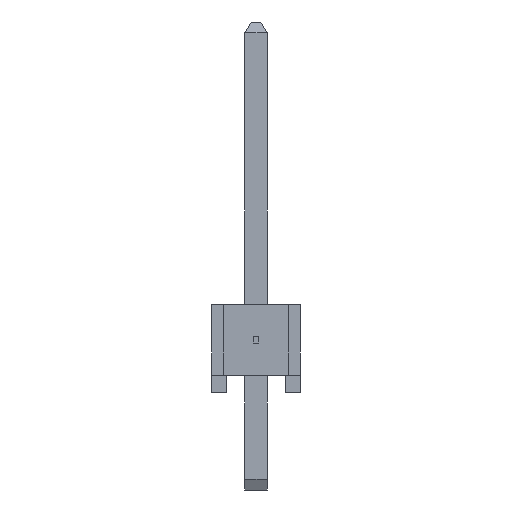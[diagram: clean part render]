
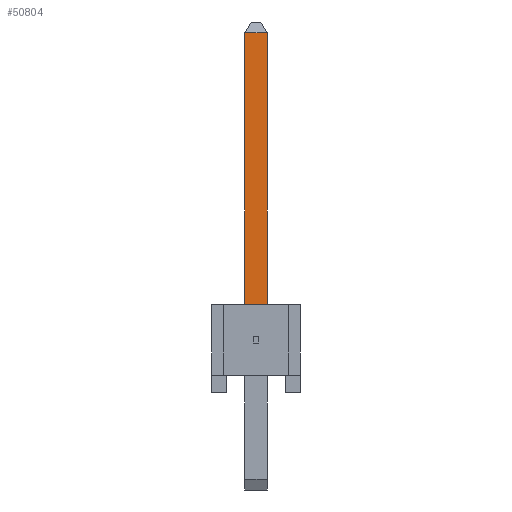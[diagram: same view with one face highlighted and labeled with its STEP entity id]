
A CAD part, left-side view. The second image highlights one B-rep face of the part: STEP entity #50804.
In plain terms, the highlighted planar face has unit normal (-1, 0, 0).
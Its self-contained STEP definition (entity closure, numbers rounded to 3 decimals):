
#50804 = ADVANCED_FACE('',(#50805),#50839,.F.);
#50805 = FACE_BOUND('',#50806,.T.);
#50806 = EDGE_LOOP('',(#50807,#50817,#50825,#50833));
#50807 = ORIENTED_EDGE('',*,*,#50808,.T.);
#50808 = EDGE_CURVE('',#50809,#50811,#50813,.T.);
#50809 = VERTEX_POINT('',#50810);
#50810 = CARTESIAN_POINT('',(-51.118,13.157,0.318));
#50811 = VERTEX_POINT('',#50812);
#50812 = CARTESIAN_POINT('',(-51.118,13.157,-0.318));
#50813 = LINE('',#50814,#50815);
#50814 = CARTESIAN_POINT('',(-51.118,13.157,2.54));
#50815 = VECTOR('',#50816,1.);
#50816 = DIRECTION('',(0.,0.,-1.));
#50817 = ORIENTED_EDGE('',*,*,#50818,.T.);
#50818 = EDGE_CURVE('',#50811,#50819,#50821,.T.);
#50819 = VERTEX_POINT('',#50820);
#50820 = CARTESIAN_POINT('',(-51.118,4.191,-0.318));
#50821 = LINE('',#50822,#50823);
#50822 = CARTESIAN_POINT('',(-51.118,13.462,-0.318));
#50823 = VECTOR('',#50824,1.);
#50824 = DIRECTION('',(0.,-1.,0.));
#50825 = ORIENTED_EDGE('',*,*,#50826,.F.);
#50826 = EDGE_CURVE('',#50827,#50819,#50829,.T.);
#50827 = VERTEX_POINT('',#50828);
#50828 = CARTESIAN_POINT('',(-51.118,4.191,0.318));
#50829 = LINE('',#50830,#50831);
#50830 = CARTESIAN_POINT('',(-51.118,4.191,0.318));
#50831 = VECTOR('',#50832,1.);
#50832 = DIRECTION('',(0.,0.,-1.));
#50833 = ORIENTED_EDGE('',*,*,#50834,.F.);
#50834 = EDGE_CURVE('',#50809,#50827,#50835,.T.);
#50835 = LINE('',#50836,#50837);
#50836 = CARTESIAN_POINT('',(-51.118,13.462,0.318));
#50837 = VECTOR('',#50838,1.);
#50838 = DIRECTION('',(0.,-1.,0.));
#50839 = PLANE('',#50840);
#50840 = AXIS2_PLACEMENT_3D('',#50841,#50842,#50843);
#50841 = CARTESIAN_POINT('',(-51.118,13.462,0.318));
#50842 = DIRECTION('',(1.,0.,0.));
#50843 = DIRECTION('',(0.,0.,-1.));
